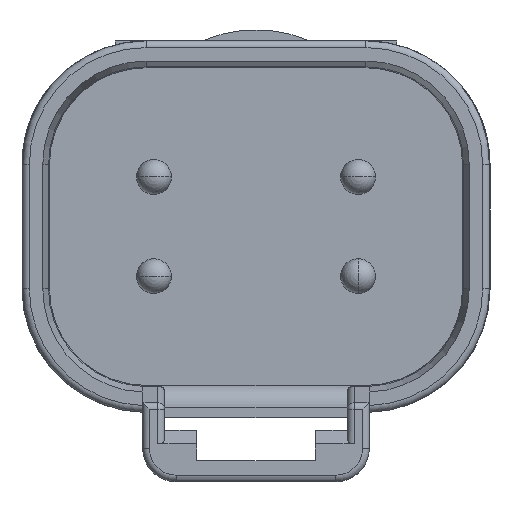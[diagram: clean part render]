
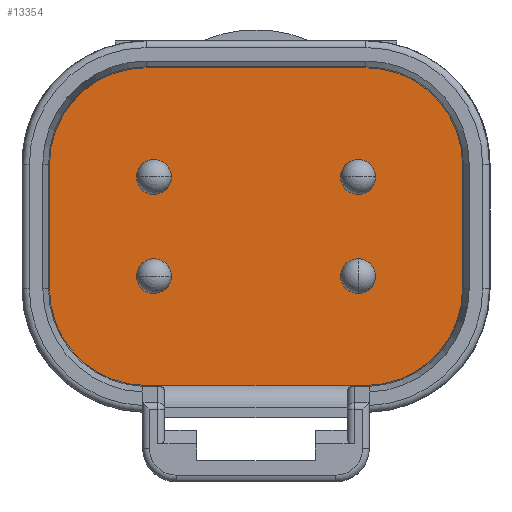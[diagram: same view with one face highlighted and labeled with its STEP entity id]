
A CAD part, front view. The second image highlights one B-rep face of the part: STEP entity #13354.
In plain terms, the highlighted planar face has unit normal (0, -1, 0).
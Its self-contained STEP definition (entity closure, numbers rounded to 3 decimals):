
#822=CARTESIAN_POINT('',(-4.9,18.1,-2.775));
#823=DIRECTION('',(0.,1.,0.));
#824=DIRECTION('',(0.,0.,-1.));
#825=AXIS2_PLACEMENT_3D('',#822,#823,#824);
#827=DIRECTION('',(0.,0.,1.));
#828=VECTOR('',#827,5.55);
#829=CARTESIAN_POINT('',(-9.2,18.1,-2.775));
#830=LINE('',#829,#828);
#831=CARTESIAN_POINT('',(-4.9,18.1,2.775));
#832=DIRECTION('',(0.,1.,0.));
#833=DIRECTION('',(-1.,0.,0.));
#834=AXIS2_PLACEMENT_3D('',#831,#832,#833);
#836=DIRECTION('',(1.,0.,0.));
#837=VECTOR('',#836,9.8);
#838=CARTESIAN_POINT('',(-4.9,18.1,7.075));
#839=LINE('',#838,#837);
#840=CARTESIAN_POINT('',(4.9,18.1,2.775));
#841=DIRECTION('',(0.,1.,0.));
#842=DIRECTION('',(0.,0.,1.));
#843=AXIS2_PLACEMENT_3D('',#840,#841,#842);
#845=DIRECTION('',(0.,0.,-1.));
#846=VECTOR('',#845,5.55);
#847=CARTESIAN_POINT('',(9.2,18.1,2.775));
#848=LINE('',#847,#846);
#849=CARTESIAN_POINT('',(4.9,18.1,-2.775));
#850=DIRECTION('',(0.,1.,0.));
#851=DIRECTION('',(1.,0.,0.));
#852=AXIS2_PLACEMENT_3D('',#849,#850,#851);
#854=DIRECTION('',(-1.,0.,0.));
#855=VECTOR('',#854,9.799);
#856=CARTESIAN_POINT('',(4.9,18.1,-7.075));
#857=LINE('',#856,#855);
#858=CARTESIAN_POINT('',(-4.55,18.1,-2.21));
#859=DIRECTION('',(0.,-1.,0.));
#860=DIRECTION('',(-1.,0.,0.));
#861=AXIS2_PLACEMENT_3D('',#858,#859,#860);
#863=CARTESIAN_POINT('',(-4.55,18.1,-2.21));
#864=DIRECTION('',(0.,-1.,0.));
#865=DIRECTION('',(1.,0.,0.));
#866=AXIS2_PLACEMENT_3D('',#863,#864,#865);
#868=CARTESIAN_POINT('',(4.55,18.1,-2.21));
#869=DIRECTION('',(0.,-1.,0.));
#870=DIRECTION('',(0.,0.,-1.));
#871=AXIS2_PLACEMENT_3D('',#868,#869,#870);
#873=CARTESIAN_POINT('',(4.55,18.1,-2.21));
#874=DIRECTION('',(0.,-1.,0.));
#875=DIRECTION('',(0.,0.,1.));
#876=AXIS2_PLACEMENT_3D('',#873,#874,#875);
#878=CARTESIAN_POINT('',(4.55,18.1,2.21));
#879=DIRECTION('',(0.,-1.,0.));
#880=DIRECTION('',(-1.,0.,0.));
#881=AXIS2_PLACEMENT_3D('',#878,#879,#880);
#883=CARTESIAN_POINT('',(4.55,18.1,2.21));
#884=DIRECTION('',(0.,-1.,0.));
#885=DIRECTION('',(1.,0.,0.));
#886=AXIS2_PLACEMENT_3D('',#883,#884,#885);
#888=CARTESIAN_POINT('',(-4.55,18.1,2.21));
#889=DIRECTION('',(0.,-1.,0.));
#890=DIRECTION('',(-1.,0.,0.));
#891=AXIS2_PLACEMENT_3D('',#888,#889,#890);
#893=CARTESIAN_POINT('',(-4.55,18.1,2.21));
#894=DIRECTION('',(0.,-1.,0.));
#895=DIRECTION('',(1.,0.,0.));
#896=AXIS2_PLACEMENT_3D('',#893,#894,#895);
#9741=CARTESIAN_POINT('',(4.9,18.1,-7.075));
#9742=VERTEX_POINT('',#9741);
#9743=CARTESIAN_POINT('',(9.2,18.1,-2.775));
#9744=VERTEX_POINT('',#9743);
#9751=CARTESIAN_POINT('',(-4.9,18.1,-7.075));
#9752=VERTEX_POINT('',#9751);
#9819=CARTESIAN_POINT('',(9.2,18.1,2.775));
#9820=VERTEX_POINT('',#9819);
#9821=CARTESIAN_POINT('',(-9.2,18.1,-2.775));
#9822=VERTEX_POINT('',#9821);
#9823=CARTESIAN_POINT('',(-9.2,18.1,2.775));
#9824=VERTEX_POINT('',#9823);
#9825=CARTESIAN_POINT('',(-4.9,18.1,7.075));
#9826=VERTEX_POINT('',#9825);
#9827=CARTESIAN_POINT('',(4.9,18.1,7.075));
#9828=VERTEX_POINT('',#9827);
#9829=CARTESIAN_POINT('',(-5.325,18.1,-2.21));
#9830=CARTESIAN_POINT('',(-3.775,18.1,-2.21));
#9831=VERTEX_POINT('',#9829);
#9832=VERTEX_POINT('',#9830);
#9833=CARTESIAN_POINT('',(4.55,18.1,-2.985));
#9834=CARTESIAN_POINT('',(4.55,18.1,-1.435));
#9835=VERTEX_POINT('',#9833);
#9836=VERTEX_POINT('',#9834);
#9837=CARTESIAN_POINT('',(3.775,18.1,2.21));
#9838=CARTESIAN_POINT('',(5.325,18.1,2.21));
#9839=VERTEX_POINT('',#9837);
#9840=VERTEX_POINT('',#9838);
#9841=CARTESIAN_POINT('',(-5.325,18.1,2.21));
#9842=CARTESIAN_POINT('',(-3.775,18.1,2.21));
#9843=VERTEX_POINT('',#9841);
#9844=VERTEX_POINT('',#9842);
#13315=CARTESIAN_POINT('',(0.,18.1,0.));
#13316=DIRECTION('',(0.,-1.,0.));
#13317=DIRECTION('',(1.,0.,0.));
#13318=AXIS2_PLACEMENT_3D('',#13315,#13316,#13317);
#13319=PLANE('',#13318);
#13320=ORIENTED_EDGE('',*,*,#13226,.T.);
#13321=ORIENTED_EDGE('',*,*,#13240,.T.);
#13322=ORIENTED_EDGE('',*,*,#13254,.T.);
#13323=ORIENTED_EDGE('',*,*,#13268,.T.);
#13324=ORIENTED_EDGE('',*,*,#13282,.T.);
#13325=ORIENTED_EDGE('',*,*,#13296,.T.);
#13326=ORIENTED_EDGE('',*,*,#13309,.T.);
#13327=ORIENTED_EDGE('',*,*,#13211,.T.);
#13328=EDGE_LOOP('',(#13320,#13321,#13322,#13323,#13324,#13325,#13326,#13327));
#13329=FACE_OUTER_BOUND('',#13328,.F.);
#13331=ORIENTED_EDGE('',*,*,#13330,.T.);
#13333=ORIENTED_EDGE('',*,*,#13332,.T.);
#13334=EDGE_LOOP('',(#13331,#13333));
#13335=FACE_BOUND('',#13334,.F.);
#13337=ORIENTED_EDGE('',*,*,#13336,.T.);
#13339=ORIENTED_EDGE('',*,*,#13338,.T.);
#13340=EDGE_LOOP('',(#13337,#13339));
#13341=FACE_BOUND('',#13340,.F.);
#13343=ORIENTED_EDGE('',*,*,#13342,.T.);
#13345=ORIENTED_EDGE('',*,*,#13344,.T.);
#13346=EDGE_LOOP('',(#13343,#13345));
#13347=FACE_BOUND('',#13346,.F.);
#13349=ORIENTED_EDGE('',*,*,#13348,.T.);
#13351=ORIENTED_EDGE('',*,*,#13350,.T.);
#13352=EDGE_LOOP('',(#13349,#13351));
#13353=FACE_BOUND('',#13352,.F.);
#13354=ADVANCED_FACE('',(#13329,#13335,#13341,#13347,#13353),#13319,.T.);
#826=CIRCLE('',#825,4.3);
#835=CIRCLE('',#834,4.3);
#844=CIRCLE('',#843,4.3);
#853=CIRCLE('',#852,4.3);
#862=CIRCLE('',#861,0.775);
#867=CIRCLE('',#866,0.775);
#872=CIRCLE('',#871,0.775);
#877=CIRCLE('',#876,0.775);
#882=CIRCLE('',#881,0.775);
#887=CIRCLE('',#886,0.775);
#892=CIRCLE('',#891,0.775);
#897=CIRCLE('',#896,0.775);
#13211=EDGE_CURVE('',#9742,#9752,#857,.T.);
#13226=EDGE_CURVE('',#9752,#9822,#826,.T.);
#13240=EDGE_CURVE('',#9822,#9824,#830,.T.);
#13254=EDGE_CURVE('',#9824,#9826,#835,.T.);
#13268=EDGE_CURVE('',#9826,#9828,#839,.T.);
#13282=EDGE_CURVE('',#9828,#9820,#844,.T.);
#13296=EDGE_CURVE('',#9820,#9744,#848,.T.);
#13309=EDGE_CURVE('',#9744,#9742,#853,.T.);
#13330=EDGE_CURVE('',#9831,#9832,#862,.T.);
#13332=EDGE_CURVE('',#9832,#9831,#867,.T.);
#13336=EDGE_CURVE('',#9835,#9836,#872,.T.);
#13338=EDGE_CURVE('',#9836,#9835,#877,.T.);
#13342=EDGE_CURVE('',#9839,#9840,#882,.T.);
#13344=EDGE_CURVE('',#9840,#9839,#887,.T.);
#13348=EDGE_CURVE('',#9843,#9844,#892,.T.);
#13350=EDGE_CURVE('',#9844,#9843,#897,.T.);
